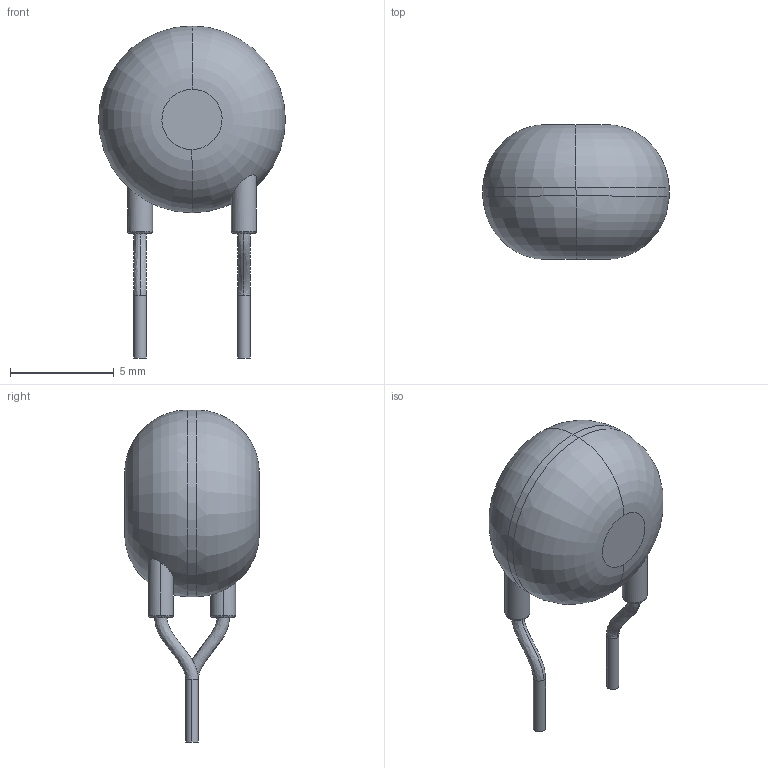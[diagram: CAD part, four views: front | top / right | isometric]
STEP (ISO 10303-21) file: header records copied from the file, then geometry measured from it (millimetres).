
FILE_DESCRIPTION (( 'STEP AP214' ), '1' );
FILE_NAME ('4C543056-6CBF-456D-92B8-8CC0380ACA96.STEP', '2024-03-15T20:14:18', ( '' ), ( '' ), 'SwSTEP 2.0', 'SolidWorks 2022', '' );
FILE_SCHEMA (( 'AUTOMOTIVE_DESIGN' ));
Length unit declared in the file: millimetre
Products named in the file (1): 4C543056-6CBF-456D-92B8-8CC0380ACA96
Bounding box: 9 x 6.5 x 16 mm (x, y, z)
Volume: 326.1 mm3; surface area: 268.2 mm2
Topology: 1 solids, 1 shells, 28 faces, 66 edges, 44 vertices
Faces by surface type: cylinder 10, bspline 8, plane 6, torus 4
Entity records: 2112 total; most frequent: CARTESIAN_POINT 1179, ORIENTED_EDGE 132, DIRECTION 116, EDGE_CURVE 66, AXIS2_PLACEMENT_3D 53, VERTEX_POINT 44, CIRCLE 32, EDGE_LOOP 32
